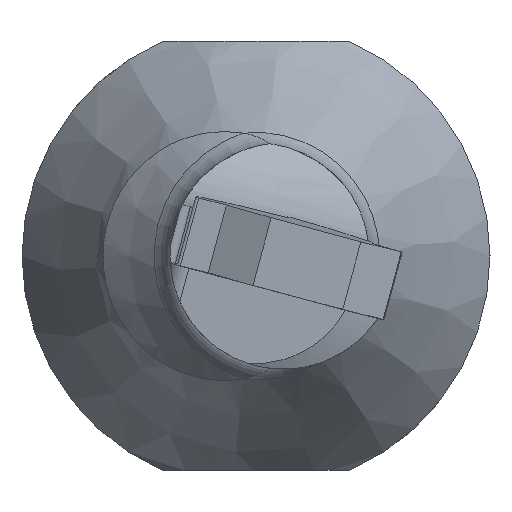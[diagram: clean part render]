
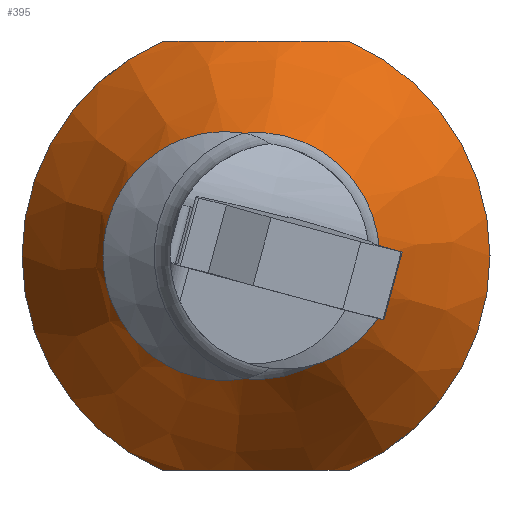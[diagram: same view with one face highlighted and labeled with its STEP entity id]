
A CAD part, left-side view. The second image highlights one B-rep face of the part: STEP entity #395.
In plain terms, the highlighted conical face has half-angle 30 degrees and reference radius 6 mm.
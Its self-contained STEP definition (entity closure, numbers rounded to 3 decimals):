
#26=CONICAL_SURFACE('',#1045,6.,30.);
#28=FACE_BOUND('',#496,.T.);
#29=FACE_BOUND('',#497,.T.);
#49=B_SPLINE_CURVE_WITH_KNOTS('',3,(#1789,#1790,#1791,#1792,#1793,#1794),
 .UNSPECIFIED.,.F.,.F.,(4,2,4),(0.,0.5,1.),.UNSPECIFIED.);
#50=B_SPLINE_CURVE_WITH_KNOTS('',3,(#1798,#1799,#1800,#1801,#1802,#1803),
 .UNSPECIFIED.,.F.,.F.,(4,2,4),(0.,0.5,1.),.UNSPECIFIED.);
#51=B_SPLINE_CURVE_WITH_KNOTS('',3,(#1804,#1805,#1806,#1807,#1808,#1809,
#1810,#1811,#1812,#1813,#1814,#1815,#1816,#1817,#1818,#1819,#1820,#1821,
#1822,#1823,#1824,#1825,#1826,#1827,#1828,#1829,#1830,#1831,#1832,#1833,
#1834,#1835,#1836,#1837),.UNSPECIFIED.,.F.,.F.,(4,3,3,3,3,3,3,3,3,3,3,4),
(0.,0.087,0.19,0.29,0.388,
0.483,0.576,0.67,0.764,
0.86,0.958,1.),.UNSPECIFIED.);
#395=ADVANCED_FACE('',(#28,#29),#26,.T.);
#496=EDGE_LOOP('',(#656,#657,#658,#659));
#497=EDGE_LOOP('',(#660,#661));
#525=CIRCLE('',#1042,6.);
#526=CIRCLE('',#1043,6.);
#527=CIRCLE('',#1044,3.168);
#656=ORIENTED_EDGE('',*,*,#867,.T.);
#657=ORIENTED_EDGE('',*,*,#868,.T.);
#658=ORIENTED_EDGE('',*,*,#869,.T.);
#659=ORIENTED_EDGE('',*,*,#870,.F.);
#660=ORIENTED_EDGE('',*,*,#871,.F.);
#661=ORIENTED_EDGE('',*,*,#872,.F.);
#782=VERTEX_POINT('',#1787);
#783=VERTEX_POINT('',#1788);
#784=VERTEX_POINT('',#1795);
#785=VERTEX_POINT('',#1797);
#786=VERTEX_POINT('',#1838);
#787=VERTEX_POINT('',#1839);
#867=EDGE_CURVE('',#782,#783,#525,.T.);
#868=EDGE_CURVE('',#783,#784,#49,.T.);
#869=EDGE_CURVE('',#784,#785,#526,.T.);
#870=EDGE_CURVE('',#782,#785,#50,.T.);
#871=EDGE_CURVE('',#786,#787,#51,.T.);
#872=EDGE_CURVE('',#787,#786,#527,.T.);
#1042=AXIS2_PLACEMENT_3D('',#1786,#1183,#1184);
#1043=AXIS2_PLACEMENT_3D('',#1796,#1185,#1186);
#1044=AXIS2_PLACEMENT_3D('',#1840,#1187,#1188);
#1045=AXIS2_PLACEMENT_3D('',#1841,#1189,#1190);
#1183=DIRECTION('',(-1.,0.,0.));
#1184=DIRECTION('',(0.,0.,1.));
#1185=DIRECTION('',(-1.,0.,0.));
#1186=DIRECTION('',(0.,0.,1.));
#1187=DIRECTION('',(-1.,0.,0.));
#1188=DIRECTION('',(0.,0.,1.));
#1189=DIRECTION('',(1.,0.,0.));
#1190=DIRECTION('',(0.,0.,-1.));
#1786=CARTESIAN_POINT('',(20.905,0.,0.));
#1787=CARTESIAN_POINT('',(20.905,2.398,5.5));
#1788=CARTESIAN_POINT('',(20.905,2.398,-5.5));
#1789=CARTESIAN_POINT('',(20.905,2.398,-5.5));
#1790=CARTESIAN_POINT('',(20.415,1.69,-5.5));
#1791=CARTESIAN_POINT('',(20.04,0.872,-5.5));
#1792=CARTESIAN_POINT('',(20.039,-0.867,-5.5));
#1793=CARTESIAN_POINT('',(20.413,-1.687,-5.5));
#1794=CARTESIAN_POINT('',(20.905,-2.398,-5.5));
#1795=CARTESIAN_POINT('',(20.905,-2.398,-5.5));
#1796=CARTESIAN_POINT('',(20.905,0.,0.));
#1797=CARTESIAN_POINT('',(20.905,-2.398,5.5));
#1798=CARTESIAN_POINT('',(20.905,2.398,5.5));
#1799=CARTESIAN_POINT('',(20.415,1.69,5.5));
#1800=CARTESIAN_POINT('',(20.04,0.872,5.5));
#1801=CARTESIAN_POINT('',(20.039,-0.867,5.5));
#1802=CARTESIAN_POINT('',(20.413,-1.687,5.5));
#1803=CARTESIAN_POINT('',(20.905,-2.398,5.5));
#1804=CARTESIAN_POINT('',(16.,0.327,3.151));
#1805=CARTESIAN_POINT('',(16.138,0.619,3.201));
#1806=CARTESIAN_POINT('',(16.269,0.926,3.205));
#1807=CARTESIAN_POINT('',(16.39,1.227,3.164));
#1808=CARTESIAN_POINT('',(16.531,1.58,3.114));
#1809=CARTESIAN_POINT('',(16.662,1.934,2.999));
#1810=CARTESIAN_POINT('',(16.775,2.257,2.824));
#1811=CARTESIAN_POINT('',(16.885,2.572,2.654));
#1812=CARTESIAN_POINT('',(16.981,2.865,2.423));
#1813=CARTESIAN_POINT('',(17.059,3.109,2.149));
#1814=CARTESIAN_POINT('',(17.135,3.346,1.883));
#1815=CARTESIAN_POINT('',(17.195,3.543,1.57));
#1816=CARTESIAN_POINT('',(17.237,3.68,1.235));
#1817=CARTESIAN_POINT('',(17.278,3.815,0.909));
#1818=CARTESIAN_POINT('',(17.302,3.897,0.553));
#1819=CARTESIAN_POINT('',(17.308,3.918,0.199));
#1820=CARTESIAN_POINT('',(17.315,3.94,-0.151));
#1821=CARTESIAN_POINT('',(17.304,3.903,-0.509));
#1822=CARTESIAN_POINT('',(17.277,3.812,-0.846));
#1823=CARTESIAN_POINT('',(17.25,3.722,-1.182));
#1824=CARTESIAN_POINT('',(17.205,3.574,-1.506));
#1825=CARTESIAN_POINT('',(17.146,3.384,-1.793));
#1826=CARTESIAN_POINT('',(17.086,3.192,-2.082));
#1827=CARTESIAN_POINT('',(17.009,2.95,-2.341));
#1828=CARTESIAN_POINT('',(16.919,2.68,-2.549));
#1829=CARTESIAN_POINT('',(16.828,2.405,-2.761));
#1830=CARTESIAN_POINT('',(16.72,2.094,-2.927));
#1831=CARTESIAN_POINT('',(16.6,1.772,-3.035));
#1832=CARTESIAN_POINT('',(16.478,1.443,-3.146));
#1833=CARTESIAN_POINT('',(16.34,1.094,-3.198));
#1834=CARTESIAN_POINT('',(16.194,0.756,-3.191));
#1835=CARTESIAN_POINT('',(16.131,0.611,-3.188));
#1836=CARTESIAN_POINT('',(16.066,0.468,-3.175));
#1837=CARTESIAN_POINT('',(16.,0.327,-3.151));
#1838=CARTESIAN_POINT('',(16.,0.327,3.151));
#1839=CARTESIAN_POINT('',(16.,0.327,-3.151));
#1840=CARTESIAN_POINT('',(16.,0.,0.));
#1841=CARTESIAN_POINT('',(20.905,0.,0.));
